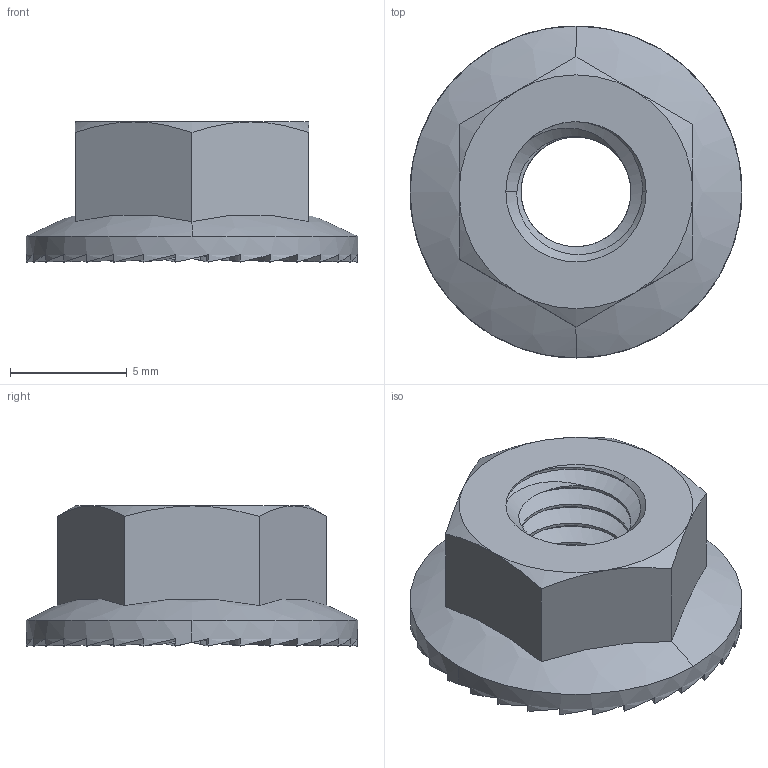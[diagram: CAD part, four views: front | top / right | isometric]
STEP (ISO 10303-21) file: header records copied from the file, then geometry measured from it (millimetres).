
FILE_DESCRIPTION (( 'STEP AP203' ), '1' );
FILE_NAME ('96194A101_Medium-Strength Steel Serrated Flange Locknut.STEP', '2021-09-16T13:09:34', ( 'Administrator' ), ( 'Managed by Terraform' ), 'SwSTEP 2.0', 'SolidWorks 2017', '' );
FILE_SCHEMA (( 'CONFIG_CONTROL_DESIGN' ));
Length unit declared in the file: millimetre
Products named in the file (1): 96194A101_Medium-Strength Steel Serrated Flange Locknut
Bounding box: 14.2 x 14.2 x 6 mm (x, y, z)
Volume: 455.8 mm3; surface area: 635.5 mm2
Topology: 1 solids, 1 shells, 105 faces, 297 edges, 194 vertices
Faces by surface type: cylinder 48, plane 40, cone 12, bspline 3, sphere 2
Entity records: 4535 total; most frequent: CARTESIAN_POINT 2241, ORIENTED_EDGE 594, DIRECTION 349, EDGE_CURVE 297, VERTEX_POINT 194, AXIS2_PLACEMENT_3D 130, EDGE_LOOP 107, FACE_OUTER_BOUND 105
